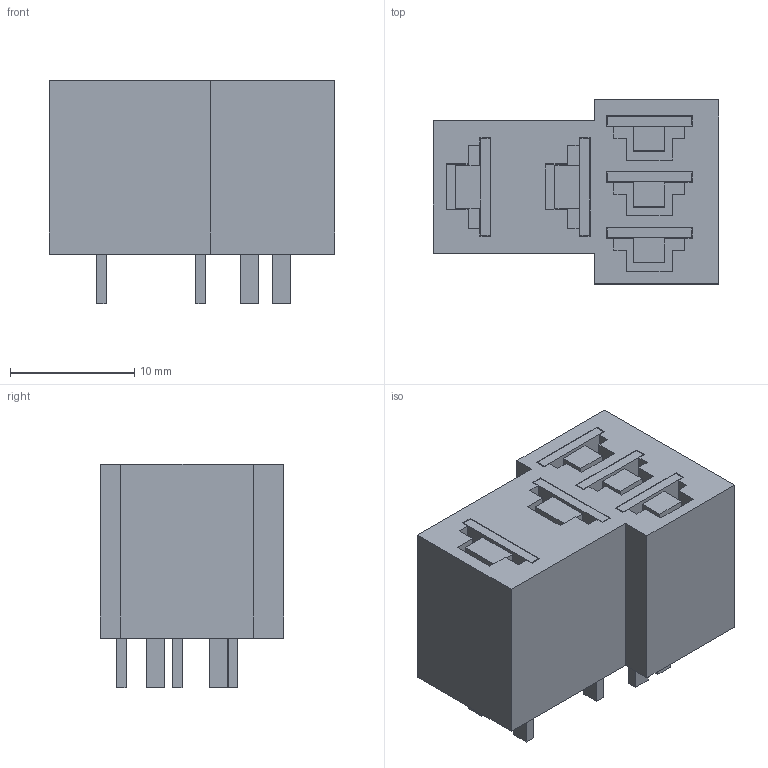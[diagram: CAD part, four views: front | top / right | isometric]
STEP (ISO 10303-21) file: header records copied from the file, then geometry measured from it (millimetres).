
FILE_DESCRIPTION (( 'STEP AP214' ), '1' );
FILE_NAME ('S900128-B03_Monoblock_Components.STEP', '2025-01-28T16:37:37', ( '' ), ( '' ), 'SwSTEP 2.0', 'SolidWorks 2023', '' );
FILE_SCHEMA (( 'AUTOMOTIVE_DESIGN' ));
Length unit declared in the file: millimetre
Products named in the file (4): K93037-D; S900128-B03_Monoblock_Components; K91167-F; K900128-A
Assembly tree (6 placements, depth 2):
  S900128-B03_Monoblock_Components
    K900128-A
    K93037-D  x3
    K91167-F  x2
Bounding box: 23 x 14.8 x 18 mm (x, y, z)
Volume: 3571.2 mm3; surface area: 4703.7 mm2
Topology: 6 solids, 6 shells, 191 faces, 522 edges, 348 vertices
Faces by surface type: plane 185, cylinder 6
Entity records: 4279 total; most frequent: CARTESIAN_POINT 749, ORIENTED_EDGE 732, DIRECTION 648, EDGE_CURVE 366, VECTOR 362, LINE 362, VERTEX_POINT 244, AXIS2_PLACEMENT_3D 143
